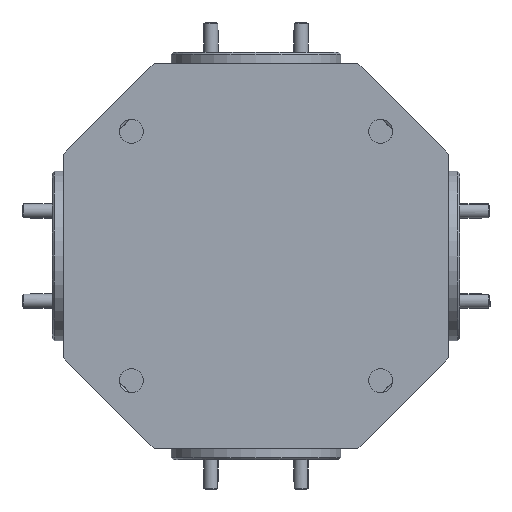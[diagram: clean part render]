
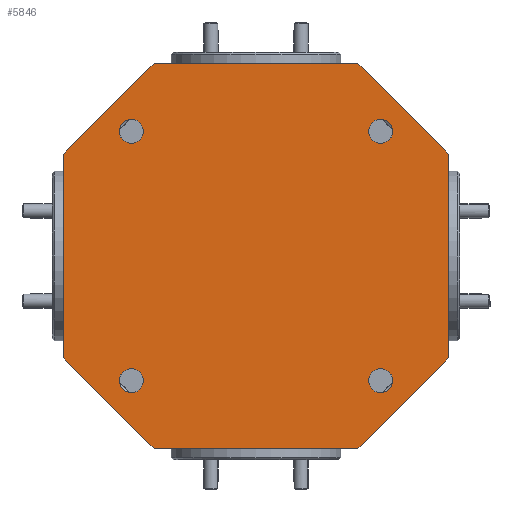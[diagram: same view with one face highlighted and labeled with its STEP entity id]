
A CAD part, front view. The second image highlights one B-rep face of the part: STEP entity #5846.
In plain terms, the highlighted planar face has unit normal (0, -1, 0).
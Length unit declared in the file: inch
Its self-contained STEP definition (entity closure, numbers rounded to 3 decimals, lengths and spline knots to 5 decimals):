
#16 = CARTESIAN_POINT ( 'NONE',  ( -0.55, 0., -0.55 ) ) ;
#50 = VECTOR ( 'NONE', #5792, 39.37008 ) ;
#73 = AXIS2_PLACEMENT_3D ( 'NONE', #16, #10968, #1729 ) ;
#93 = CIRCLE ( 'NONE', #5599, 0.05325 ) ;
#121 = VERTEX_POINT ( 'NONE', #1032 ) ;
#337 = DIRECTION ( 'NONE',  ( 0., 0., -1. ) ) ;
#344 = CARTESIAN_POINT ( 'NONE',  ( 0.85, 0., 0.45 ) ) ;
#484 = VECTOR ( 'NONE', #5883, 39.37008 ) ;
#500 = DIRECTION ( 'NONE',  ( 0., 0., -1. ) ) ;
#653 = EDGE_LOOP ( 'NONE', ( #2687, #5000 ) ) ;
#666 = DIRECTION ( 'NONE',  ( 0., 0., 1. ) ) ;
#704 = CIRCLE ( 'NONE', #6956, 0.05325 ) ;
#840 = LINE ( 'NONE', #10728, #4062 ) ;
#887 = AXIS2_PLACEMENT_3D ( 'NONE', #2301, #4816, #1180 ) ;
#971 = EDGE_CURVE ( 'NONE', #8109, #2570, #3228, .T. ) ;
#1032 = CARTESIAN_POINT ( 'NONE',  ( -0.85, 0., -0.45 ) ) ;
#1118 = EDGE_CURVE ( 'NONE', #121, #10354, #11506, .T. ) ;
#1180 = DIRECTION ( 'NONE',  ( 0., 0., -1. ) ) ;
#1199 = DIRECTION ( 'NONE',  ( 0., -1., 0. ) ) ;
#1386 = CARTESIAN_POINT ( 'NONE',  ( -0.55, 0., 0.49675 ) ) ;
#1401 = DIRECTION ( 'NONE',  ( 0., 0., -1. ) ) ;
#1402 = CIRCLE ( 'NONE', #7106, 0.05325 ) ;
#1406 = ORIENTED_EDGE ( 'NONE', *, *, #9670, .F. ) ;
#1501 = CARTESIAN_POINT ( 'NONE',  ( 0.65, 0., -0.65 ) ) ;
#1503 = VERTEX_POINT ( 'NONE', #2779 ) ;
#1570 = LINE ( 'NONE', #8876, #9666 ) ;
#1729 = DIRECTION ( 'NONE',  ( 0., 0., -1. ) ) ;
#1734 = VERTEX_POINT ( 'NONE', #10053 ) ;
#1744 = DIRECTION ( 'NONE',  ( 1., 0., 0. ) ) ;
#1847 = DIRECTION ( 'NONE',  ( -0.707, 0., 0.707 ) ) ;
#2152 = CARTESIAN_POINT ( 'NONE',  ( -0.55, 0., -0.49675 ) ) ;
#2210 = CARTESIAN_POINT ( 'NONE',  ( -0.85, 0., -0.85 ) ) ;
#2224 = DIRECTION ( 'NONE',  ( 0., -1., 0. ) ) ;
#2240 = LINE ( 'NONE', #11480, #4169 ) ;
#2246 = CARTESIAN_POINT ( 'NONE',  ( -0.65, 0., -0.65 ) ) ;
#2251 = ORIENTED_EDGE ( 'NONE', *, *, #3142, .F. ) ;
#2280 = DIRECTION ( 'NONE',  ( 0., -1., 0. ) ) ;
#2294 = ORIENTED_EDGE ( 'NONE', *, *, #10542, .T. ) ;
#2301 = CARTESIAN_POINT ( 'NONE',  ( -0.55, 0., 0.55 ) ) ;
#2570 = VERTEX_POINT ( 'NONE', #5163 ) ;
#2590 = CIRCLE ( 'NONE', #887, 0.05325 ) ;
#2617 = DIRECTION ( 'NONE',  ( 0., -1., 0. ) ) ;
#2627 = EDGE_CURVE ( 'NONE', #8840, #2570, #2240, .T. ) ;
#2687 = ORIENTED_EDGE ( 'NONE', *, *, #4217, .F. ) ;
#2779 = CARTESIAN_POINT ( 'NONE',  ( -0.45, 0., -0.85 ) ) ;
#2781 = ORIENTED_EDGE ( 'NONE', *, *, #9330, .F. ) ;
#2920 = LINE ( 'NONE', #2210, #50 ) ;
#3142 = EDGE_CURVE ( 'NONE', #9703, #11521, #1570, .T. ) ;
#3145 = AXIS2_PLACEMENT_3D ( 'NONE', #8752, #2224, #500 ) ;
#3228 = LINE ( 'NONE', #1501, #3599 ) ;
#3422 = ORIENTED_EDGE ( 'NONE', *, *, #6912, .F. ) ;
#3426 = CARTESIAN_POINT ( 'NONE',  ( -0.65, 0., 0.65 ) ) ;
#3523 = FACE_BOUND ( 'NONE', #5205, .T. ) ;
#3599 = VECTOR ( 'NONE', #11219, 39.37008 ) ;
#3644 = PLANE ( 'NONE',  #7651 ) ;
#3703 = FACE_BOUND ( 'NONE', #9131, .T. ) ;
#3756 = VECTOR ( 'NONE', #6153, 39.37008 ) ;
#3940 = ORIENTED_EDGE ( 'NONE', *, *, #971, .T. ) ;
#3947 = DIRECTION ( 'NONE',  ( 0., 0., -1. ) ) ;
#4025 = ORIENTED_EDGE ( 'NONE', *, *, #1118, .F. ) ;
#4062 = VECTOR ( 'NONE', #1847, 39.37008 ) ;
#4169 = VECTOR ( 'NONE', #8597, 39.37008 ) ;
#4217 = EDGE_CURVE ( 'NONE', #1734, #6879, #8757, .T. ) ;
#4263 = CARTESIAN_POINT ( 'NONE',  ( -0.55, 0., -0.55 ) ) ;
#4302 = VERTEX_POINT ( 'NONE', #4372 ) ;
#4319 = LINE ( 'NONE', #3426, #3756 ) ;
#4346 = CARTESIAN_POINT ( 'NONE',  ( -0.85, 0., 0.45 ) ) ;
#4349 = CARTESIAN_POINT ( 'NONE',  ( 0.55, 0., 0.55 ) ) ;
#4372 = CARTESIAN_POINT ( 'NONE',  ( -0.55, 0., -0.60325 ) ) ;
#4452 = ORIENTED_EDGE ( 'NONE', *, *, #4658, .F. ) ;
#4474 = FACE_BOUND ( 'NONE', #4586, .T. ) ;
#4586 = EDGE_LOOP ( 'NONE', ( #3422, #6169 ) ) ;
#4648 = VERTEX_POINT ( 'NONE', #2152 ) ;
#4658 = EDGE_CURVE ( 'NONE', #8109, #1503, #2920, .T. ) ;
#4721 = CARTESIAN_POINT ( 'NONE',  ( -0.55, 0., 0.55 ) ) ;
#4816 = DIRECTION ( 'NONE',  ( 0., -1., 0. ) ) ;
#5000 = ORIENTED_EDGE ( 'NONE', *, *, #8966, .F. ) ;
#5040 = AXIS2_PLACEMENT_3D ( 'NONE', #5155, #10632, #1401 ) ;
#5155 = CARTESIAN_POINT ( 'NONE',  ( 0.55, 0., -0.55 ) ) ;
#5157 = DIRECTION ( 'NONE',  ( 0., -1., 0. ) ) ;
#5163 = CARTESIAN_POINT ( 'NONE',  ( 0.85, 0., -0.45 ) ) ;
#5205 = EDGE_LOOP ( 'NONE', ( #10756, #2781 ) ) ;
#5434 = CARTESIAN_POINT ( 'NONE',  ( -0.85, 0., 0.85 ) ) ;
#5599 = AXIS2_PLACEMENT_3D ( 'NONE', #4721, #1199, #3947 ) ;
#5649 = LINE ( 'NONE', #2246, #484 ) ;
#5792 = DIRECTION ( 'NONE',  ( -1., 0., 0. ) ) ;
#5816 = EDGE_CURVE ( 'NONE', #4648, #4302, #8411, .T. ) ;
#5846 = ADVANCED_FACE ( 'NONE', ( #9856, #4474, #3703, #3523, #8208 ), #3644, .T. ) ;
#5855 = EDGE_CURVE ( 'NONE', #8840, #11521, #840, .T. ) ;
#5883 = DIRECTION ( 'NONE',  ( 0.707, 0., -0.707 ) ) ;
#6153 = DIRECTION ( 'NONE',  ( -0.707, 0., -0.707 ) ) ;
#6156 = DIRECTION ( 'NONE',  ( 0., 0., -1. ) ) ;
#6169 = ORIENTED_EDGE ( 'NONE', *, *, #5816, .F. ) ;
#6430 = ORIENTED_EDGE ( 'NONE', *, *, #2627, .F. ) ;
#6434 = CARTESIAN_POINT ( 'NONE',  ( -0.45, 0., 0.85 ) ) ;
#6665 = ORIENTED_EDGE ( 'NONE', *, *, #11549, .F. ) ;
#6879 = VERTEX_POINT ( 'NONE', #7816 ) ;
#6890 = DIRECTION ( 'NONE',  ( 0., -1., 0. ) ) ;
#6912 = EDGE_CURVE ( 'NONE', #4302, #4648, #1402, .T. ) ;
#6956 = AXIS2_PLACEMENT_3D ( 'NONE', #4349, #6890, #8851 ) ;
#7015 = CARTESIAN_POINT ( 'NONE',  ( 0.55, 0., 0.60325 ) ) ;
#7067 = CARTESIAN_POINT ( 'NONE',  ( 0.55, 0., 0.49675 ) ) ;
#7106 = AXIS2_PLACEMENT_3D ( 'NONE', #4263, #5157, #6156 ) ;
#7261 = CARTESIAN_POINT ( 'NONE',  ( 0., 0., 0. ) ) ;
#7504 = VERTEX_POINT ( 'NONE', #7067 ) ;
#7516 = CARTESIAN_POINT ( 'NONE',  ( 0.55, 0., -0.55 ) ) ;
#7651 = AXIS2_PLACEMENT_3D ( 'NONE', #7261, #2617, #8978 ) ;
#7690 = CIRCLE ( 'NONE', #5040, 0.05325 ) ;
#7733 = VECTOR ( 'NONE', #666, 39.37008 ) ;
#7816 = CARTESIAN_POINT ( 'NONE',  ( 0.55, 0., -0.49675 ) ) ;
#7993 = EDGE_CURVE ( 'NONE', #9703, #10354, #4319, .T. ) ;
#8109 = VERTEX_POINT ( 'NONE', #8402 ) ;
#8197 = CARTESIAN_POINT ( 'NONE',  ( 0.45, 0., 0.85 ) ) ;
#8208 = FACE_OUTER_BOUND ( 'NONE', #9801, .T. ) ;
#8402 = CARTESIAN_POINT ( 'NONE',  ( 0.45, 0., -0.85 ) ) ;
#8411 = CIRCLE ( 'NONE', #73, 0.05325 ) ;
#8537 = ORIENTED_EDGE ( 'NONE', *, *, #5855, .T. ) ;
#8548 = CARTESIAN_POINT ( 'NONE',  ( -0.55, 0., 0.60325 ) ) ;
#8561 = AXIS2_PLACEMENT_3D ( 'NONE', #7516, #2280, #337 ) ;
#8597 = DIRECTION ( 'NONE',  ( 0., 0., -1. ) ) ;
#8752 = CARTESIAN_POINT ( 'NONE',  ( 0.55, 0., 0.55 ) ) ;
#8757 = CIRCLE ( 'NONE', #8561, 0.05325 ) ;
#8840 = VERTEX_POINT ( 'NONE', #344 ) ;
#8851 = DIRECTION ( 'NONE',  ( 0., 0., -1. ) ) ;
#8876 = CARTESIAN_POINT ( 'NONE',  ( -0.85, 0., 0.85 ) ) ;
#8966 = EDGE_CURVE ( 'NONE', #6879, #1734, #7690, .T. ) ;
#8978 = DIRECTION ( 'NONE',  ( 0., 0., -1. ) ) ;
#9131 = EDGE_LOOP ( 'NONE', ( #6665, #1406 ) ) ;
#9330 = EDGE_CURVE ( 'NONE', #11353, #7504, #9583, .T. ) ;
#9583 = CIRCLE ( 'NONE', #3145, 0.05325 ) ;
#9666 = VECTOR ( 'NONE', #1744, 39.37008 ) ;
#9670 = EDGE_CURVE ( 'NONE', #11540, #10820, #93, .T. ) ;
#9703 = VERTEX_POINT ( 'NONE', #6434 ) ;
#9801 = EDGE_LOOP ( 'NONE', ( #6430, #8537, #2251, #11068, #4025, #2294, #4452, #3940 ) ) ;
#9856 = FACE_BOUND ( 'NONE', #653, .T. ) ;
#10053 = CARTESIAN_POINT ( 'NONE',  ( 0.55, 0., -0.60325 ) ) ;
#10354 = VERTEX_POINT ( 'NONE', #4346 ) ;
#10542 = EDGE_CURVE ( 'NONE', #121, #1503, #5649, .T. ) ;
#10632 = DIRECTION ( 'NONE',  ( 0., -1., 0. ) ) ;
#10728 = CARTESIAN_POINT ( 'NONE',  ( 0.65, 0., 0.65 ) ) ;
#10756 = ORIENTED_EDGE ( 'NONE', *, *, #11338, .F. ) ;
#10820 = VERTEX_POINT ( 'NONE', #1386 ) ;
#10968 = DIRECTION ( 'NONE',  ( 0., -1., 0. ) ) ;
#11068 = ORIENTED_EDGE ( 'NONE', *, *, #7993, .T. ) ;
#11219 = DIRECTION ( 'NONE',  ( 0.707, 0., 0.707 ) ) ;
#11338 = EDGE_CURVE ( 'NONE', #7504, #11353, #704, .T. ) ;
#11353 = VERTEX_POINT ( 'NONE', #7015 ) ;
#11480 = CARTESIAN_POINT ( 'NONE',  ( 0.85, 0., 0.85 ) ) ;
#11506 = LINE ( 'NONE', #5434, #7733 ) ;
#11521 = VERTEX_POINT ( 'NONE', #8197 ) ;
#11540 = VERTEX_POINT ( 'NONE', #8548 ) ;
#11549 = EDGE_CURVE ( 'NONE', #10820, #11540, #2590, .T. ) ;
